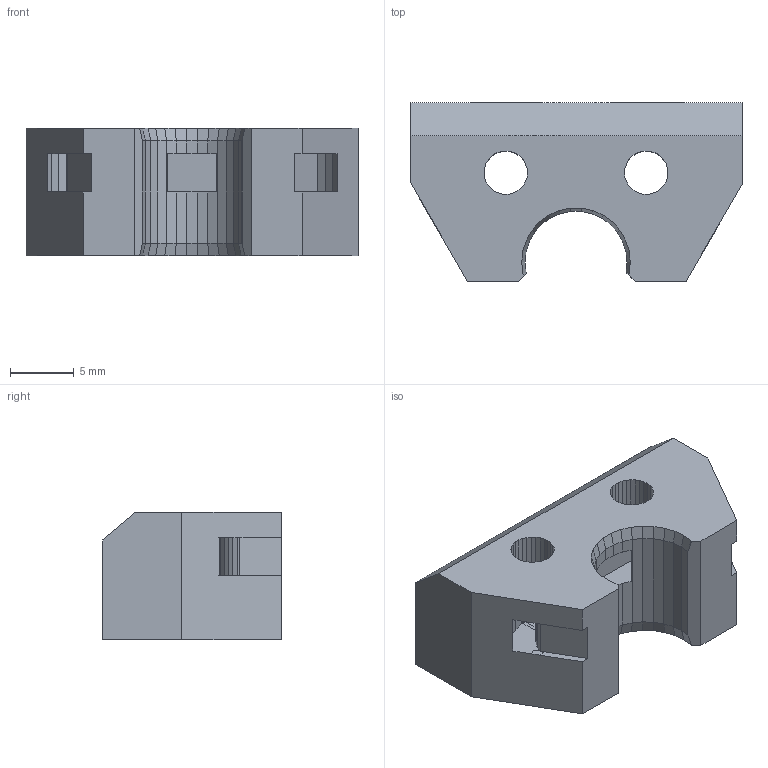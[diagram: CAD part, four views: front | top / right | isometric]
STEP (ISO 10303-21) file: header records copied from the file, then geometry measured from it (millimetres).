
FILE_DESCRIPTION(('FreeCAD Model'),'2;1');
FILE_NAME('y-holder-rear.step','2018-01-11T22:43:45',('Author'),(''), 'Open CASCADE STEP processor 6.8','FreeCAD','Unknown');
FILE_SCHEMA(('AUTOMOTIVE_DESIGN_CC2 { 1 2 10303 214 -1 1 5 4 }'));
Length unit declared in the file: millimetre
Products named in the file (1): difference002
Bounding box: 26 x 14 x 10 mm (x, y, z)
Volume: 2349.5 mm3; surface area: 1873.9 mm2
Topology: 1 solids, 1 shells, 324 faces, 882 edges, 554 vertices
Faces by surface type: plane 226, bspline 98
Entity records: 19821 total; most frequent: CARTESIAN_POINT 12353, ORIENTED_EDGE 1764, DIRECTION 1136, EDGE_CURVE 882, LINE 682, VECTOR 682, VERTEX_POINT 554, FACE_BOUND 334
